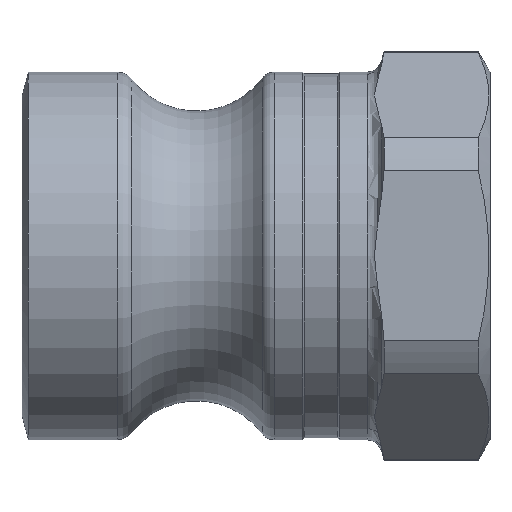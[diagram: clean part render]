
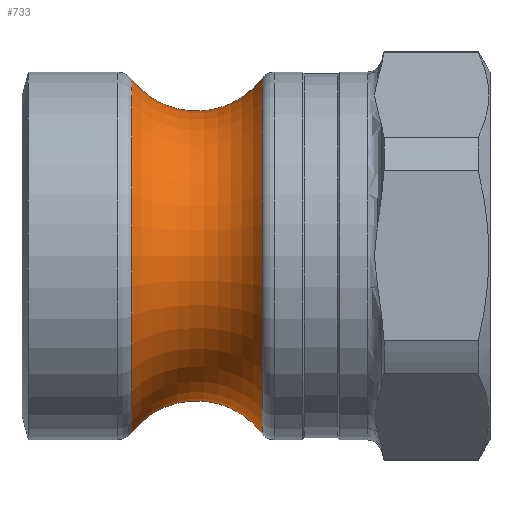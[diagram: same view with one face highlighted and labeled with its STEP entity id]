
A CAD part, top view. The second image highlights one B-rep face of the part: STEP entity #733.
In plain terms, the highlighted toroidal (fillet/blend) face has major radius 30.5 mm and minor radius 11 mm.
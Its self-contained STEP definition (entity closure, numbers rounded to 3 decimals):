
#54=TOROIDAL_SURFACE('',#848,30.5,11.);
#101=FACE_OUTER_BOUND('',#141,.T.);
#141=EDGE_LOOP('',(#631,#632,#633,#634,#635,#636));
#244=CIRCLE('',#840,23.778);
#245=CIRCLE('',#841,23.778);
#247=CIRCLE('',#845,23.942);
#249=CIRCLE('',#847,23.942);
#250=CIRCLE('',#849,11.);
#321=VERTEX_POINT('',#1368);
#322=VERTEX_POINT('',#1370);
#323=VERTEX_POINT('',#1377);
#324=VERTEX_POINT('',#1378);
#425=EDGE_CURVE('',#321,#322,#244,.T.);
#426=EDGE_CURVE('',#322,#321,#245,.T.);
#429=EDGE_CURVE('',#323,#324,#247,.T.);
#431=EDGE_CURVE('',#324,#323,#249,.T.);
#432=EDGE_CURVE('',#321,#324,#250,.T.);
#631=ORIENTED_EDGE('',*,*,#426,.F.);
#632=ORIENTED_EDGE('',*,*,#425,.F.);
#633=ORIENTED_EDGE('',*,*,#432,.T.);
#634=ORIENTED_EDGE('',*,*,#429,.F.);
#635=ORIENTED_EDGE('',*,*,#431,.F.);
#636=ORIENTED_EDGE('',*,*,#432,.F.);
#733=ADVANCED_FACE('',(#101),#54,.F.);
#840=AXIS2_PLACEMENT_3D('',#1371,#1045,#1046);
#841=AXIS2_PLACEMENT_3D('',#1372,#1047,#1048);
#845=AXIS2_PLACEMENT_3D('',#1379,#1056,#1057);
#847=AXIS2_PLACEMENT_3D('',#1381,#1060,#1061);
#848=AXIS2_PLACEMENT_3D('',#1382,#1062,#1063);
#849=AXIS2_PLACEMENT_3D('',#1383,#1064,#1065);
#1045=DIRECTION('center_axis',(-1.,0.,0.));
#1046=DIRECTION('ref_axis',(0.,-1.,0.));
#1047=DIRECTION('center_axis',(-1.,0.,0.));
#1048=DIRECTION('ref_axis',(0.,-1.,0.));
#1056=DIRECTION('center_axis',(1.,0.,0.));
#1057=DIRECTION('ref_axis',(0.,-1.,0.));
#1060=DIRECTION('center_axis',(1.,0.,0.));
#1061=DIRECTION('ref_axis',(0.,-1.,0.));
#1062=DIRECTION('center_axis',(-1.,0.,0.));
#1063=DIRECTION('ref_axis',(0.,0.,1.));
#1064=DIRECTION('center_axis',(0.,1.,0.));
#1065=DIRECTION('ref_axis',(0.,0.,-1.));
#1368=CARTESIAN_POINT('',(14.793,0.,-23.778));
#1370=CARTESIAN_POINT('',(14.793,23.778,0.));
#1371=CARTESIAN_POINT('Origin',(14.793,0.,0.));
#1372=CARTESIAN_POINT('Origin',(14.793,0.,0.));
#1377=CARTESIAN_POINT('',(32.332,23.942,0.));
#1378=CARTESIAN_POINT('',(32.332,0.,-23.942));
#1379=CARTESIAN_POINT('Origin',(32.332,0.,0.));
#1381=CARTESIAN_POINT('Origin',(32.332,0.,0.));
#1382=CARTESIAN_POINT('Origin',(23.5,0.,0.));
#1383=CARTESIAN_POINT('Origin',(23.5,0.,-30.5));
